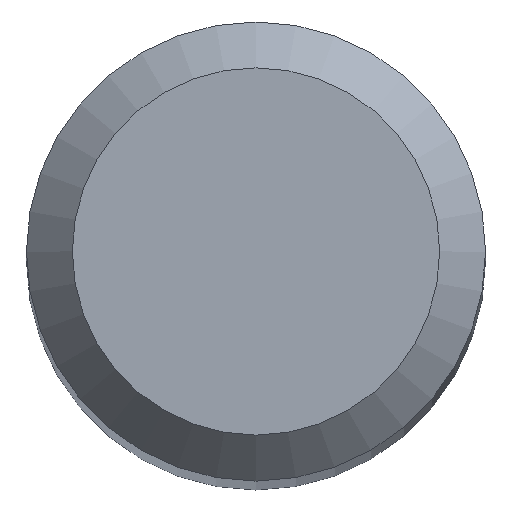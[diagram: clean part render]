
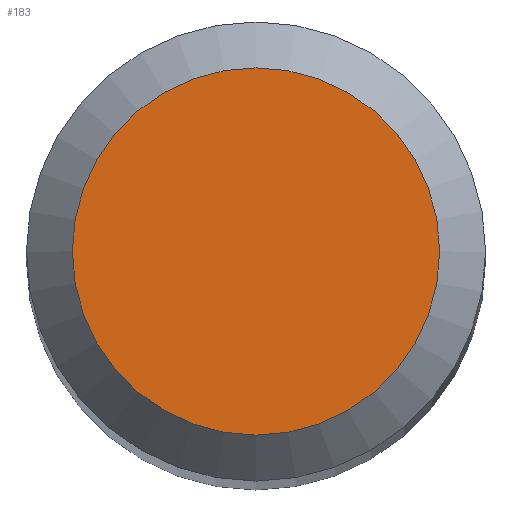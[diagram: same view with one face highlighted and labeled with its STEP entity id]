
A CAD part, top view. The second image highlights one B-rep face of the part: STEP entity #183.
In plain terms, the highlighted planar face has unit normal (0, 0, 1).
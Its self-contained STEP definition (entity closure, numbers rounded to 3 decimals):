
#3 = ORIENTED_EDGE ( 'NONE', *, *, #224, .F. ) ;
#60 = DIRECTION ( 'NONE',  ( 0., 1., 0. ) ) ;
#107 = PLANE ( 'NONE',  #161 ) ;
#124 = AXIS2_PLACEMENT_3D ( 'NONE', #275, #177, #296 ) ;
#133 = FACE_OUTER_BOUND ( 'NONE', #191, .T. ) ;
#161 = AXIS2_PLACEMENT_3D ( 'NONE', #278, #200, #60 ) ;
#177 = DIRECTION ( 'NONE',  ( 0., 0., -1. ) ) ;
#183 = ADVANCED_FACE ( 'NONE', ( #133 ), #107, .F. ) ;
#191 = EDGE_LOOP ( 'NONE', ( #3 ) ) ;
#200 = DIRECTION ( 'NONE',  ( 0., 0., -1. ) ) ;
#206 = CARTESIAN_POINT ( 'NONE',  ( 0., 1.2, 61. ) ) ;
#224 = EDGE_CURVE ( 'NONE', #250, #250, #255, .T. ) ;
#250 = VERTEX_POINT ( 'NONE', #206 ) ;
#255 = CIRCLE ( 'NONE', #124, 1.2 ) ;
#275 = CARTESIAN_POINT ( 'NONE',  ( 0., 0., 61. ) ) ;
#278 = CARTESIAN_POINT ( 'NONE',  ( 0., 0., 61. ) ) ;
#296 = DIRECTION ( 'NONE',  ( 0., 1., 0. ) ) ;
